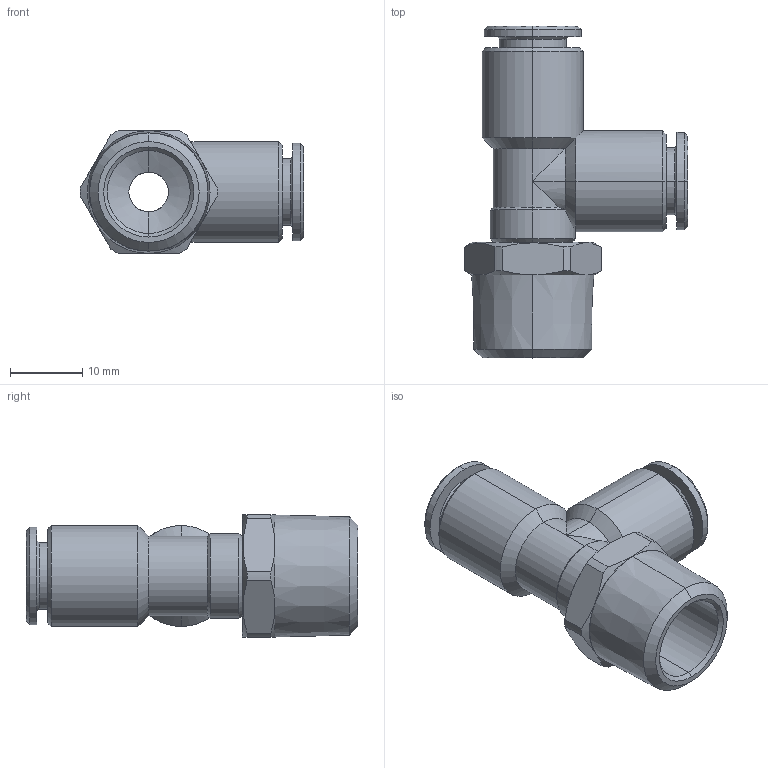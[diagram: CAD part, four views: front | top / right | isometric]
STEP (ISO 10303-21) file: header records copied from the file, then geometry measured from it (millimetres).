
FILE_DESCRIPTION (( 'STEP AP203' ), '1' );
FILE_NAME ('B0130043.STEP', '2011-04-11T13:24:50', ( 'Flavio' ), ( '' ), 'SwSTEP 2.0', 'SolidWorks 2009', '' );
FILE_SCHEMA (( 'CONFIG_CONTROL_DESIGN' ));
Length unit declared in the file: millimetre
Products named in the file (1): B0130043
Bounding box: 31 x 46 x 17 mm (x, y, z)
Volume: 5998.2 mm3; surface area: 5166.6 mm2
Topology: 1 solids, 3 shells, 123 faces, 276 edges, 166 vertices
Faces by surface type: cylinder 51, cone 43, plane 29
Entity records: 3630 total; most frequent: CARTESIAN_POINT 809, DIRECTION 603, ORIENTED_EDGE 552, EDGE_CURVE 276, AXIS2_PLACEMENT_3D 247, VERTEX_POINT 166, EDGE_LOOP 134, FACE_OUTER_BOUND 123
